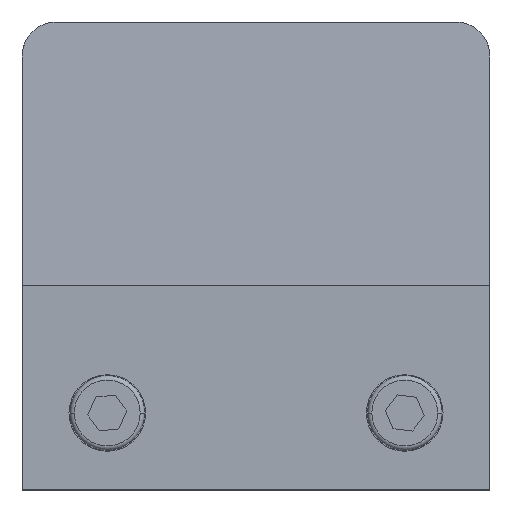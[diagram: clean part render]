
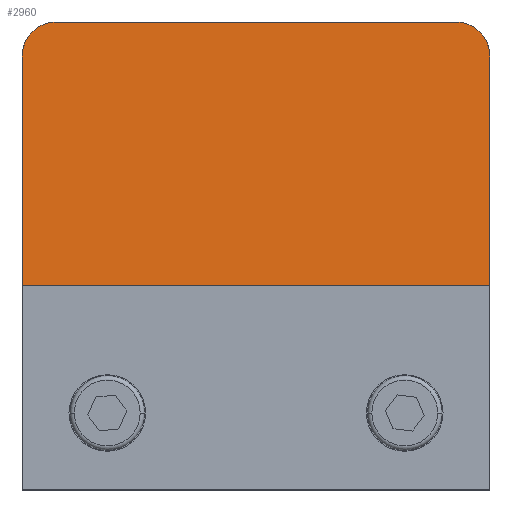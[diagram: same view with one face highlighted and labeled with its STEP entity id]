
A CAD part, top view. The second image highlights one B-rep face of the part: STEP entity #2960.
In plain terms, the highlighted planar face has unit normal (0, 0.064, 0.998).
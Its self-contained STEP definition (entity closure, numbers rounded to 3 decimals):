
#50 = VERTEX_POINT ( 'NONE', #2544 ) ;
#167 = LINE ( 'NONE', #1191, #2518 ) ;
#176 = CARTESIAN_POINT ( 'NONE',  ( 23.5, 37.5, 21.5 ) ) ;
#177 = LINE ( 'NONE', #428, #2146 ) ;
#241 =( BOUNDED_CURVE ( )  B_SPLINE_CURVE ( 3, ( #2472, #1434, #1670, #176 ),
 .UNSPECIFIED., .F., .T. ) 
 B_SPLINE_CURVE_WITH_KNOTS ( ( 4, 4 ),
 ( 4.712, 6.283 ),
 .UNSPECIFIED. ) 
 CURVE ( )  GEOMETRIC_REPRESENTATION_ITEM ( )  RATIONAL_B_SPLINE_CURVE ( ( 1., 0.805, 0.805, 1. ) ) 
 REPRESENTATION_ITEM ( '' )  );
#332 = VECTOR ( 'NONE', #2865, 1000. ) ;
#428 = CARTESIAN_POINT ( 'NONE',  ( 27.5, 37.5, 21.5 ) ) ;
#471 = EDGE_CURVE ( 'NONE', #2309, #922, #241, .T. ) ;
#481 = EDGE_CURVE ( 'NONE', #50, #3086, #663, .T. ) ;
#627 = ORIENTED_EDGE ( 'NONE', *, *, #471, .T. ) ;
#663 = LINE ( 'NONE', #2747, #2184 ) ;
#665 = ORIENTED_EDGE ( 'NONE', *, *, #481, .F. ) ;
#681 = EDGE_CURVE ( 'NONE', #2173, #1241, #2972, .T. ) ;
#706 = DIRECTION ( 'NONE',  ( 0., -0.998, 0.064 ) ) ;
#813 = CARTESIAN_POINT ( 'NONE',  ( 27.5, 37.5, 21.5 ) ) ;
#832 = LINE ( 'NONE', #2176, #332 ) ;
#876 = CARTESIAN_POINT ( 'NONE',  ( -23.5, 37.5, 21.5 ) ) ;
#922 = VERTEX_POINT ( 'NONE', #2130 ) ;
#961 = CARTESIAN_POINT ( 'NONE',  ( 27.5, 33.5, 21.758 ) ) ;
#1150 = CARTESIAN_POINT ( 'NONE',  ( -27.5, 33.5, 21.758 ) ) ;
#1169 = EDGE_LOOP ( 'NONE', ( #2008, #2159, #1887, #665, #2200, #627 ) ) ;
#1191 = CARTESIAN_POINT ( 'NONE',  ( 27.5, 37.5, 21.5 ) ) ;
#1241 = VERTEX_POINT ( 'NONE', #2373 ) ;
#1255 = EDGE_CURVE ( 'NONE', #1241, #3086, #832, .T. ) ;
#1434 = CARTESIAN_POINT ( 'NONE',  ( 27.5, 35.843, 21.607 ) ) ;
#1648 = DIRECTION ( 'NONE',  ( 0., -0.064, -0.998 ) ) ;
#1668 = AXIS2_PLACEMENT_3D ( 'NONE', #813, #1648, #2901 ) ;
#1670 = CARTESIAN_POINT ( 'NONE',  ( 25.843, 37.5, 21.5 ) ) ;
#1737 = DIRECTION ( 'NONE',  ( -1., 0., 0. ) ) ;
#1834 = CARTESIAN_POINT ( 'NONE',  ( -23.5, 37.5, 21.5 ) ) ;
#1863 = EDGE_CURVE ( 'NONE', #2309, #50, #167, .T. ) ;
#1876 = FACE_OUTER_BOUND ( 'NONE', #1169, .T. ) ;
#1887 = ORIENTED_EDGE ( 'NONE', *, *, #1255, .T. ) ;
#1907 = PLANE ( 'NONE',  #1668 ) ;
#2008 = ORIENTED_EDGE ( 'NONE', *, *, #2661, .T. ) ;
#2121 = CARTESIAN_POINT ( 'NONE',  ( -27.5, 35.843, 21.607 ) ) ;
#2130 = CARTESIAN_POINT ( 'NONE',  ( 23.5, 37.5, 21.5 ) ) ;
#2146 = VECTOR ( 'NONE', #1737, 1000. ) ;
#2159 = ORIENTED_EDGE ( 'NONE', *, *, #681, .T. ) ;
#2173 = VERTEX_POINT ( 'NONE', #1834 ) ;
#2176 = CARTESIAN_POINT ( 'NONE',  ( -27.5, 37.5, 21.5 ) ) ;
#2184 = VECTOR ( 'NONE', #2692, 1000. ) ;
#2200 = ORIENTED_EDGE ( 'NONE', *, *, #1863, .F. ) ;
#2242 = CARTESIAN_POINT ( 'NONE',  ( -27.5, 6.5, 23.5 ) ) ;
#2309 = VERTEX_POINT ( 'NONE', #961 ) ;
#2373 = CARTESIAN_POINT ( 'NONE',  ( -27.5, 33.5, 21.758 ) ) ;
#2472 = CARTESIAN_POINT ( 'NONE',  ( 27.5, 33.5, 21.758 ) ) ;
#2518 = VECTOR ( 'NONE', #706, 1000. ) ;
#2544 = CARTESIAN_POINT ( 'NONE',  ( 27.5, 6.5, 23.5 ) ) ;
#2661 = EDGE_CURVE ( 'NONE', #922, #2173, #177, .T. ) ;
#2692 = DIRECTION ( 'NONE',  ( -1., 0., 0. ) ) ;
#2747 = CARTESIAN_POINT ( 'NONE',  ( 27.5, 6.5, 23.5 ) ) ;
#2865 = DIRECTION ( 'NONE',  ( 0., -0.998, 0.064 ) ) ;
#2901 = DIRECTION ( 'NONE',  ( 0., 0.998, -0.064 ) ) ;
#2960 = ADVANCED_FACE ( 'NONE', ( #1876 ), #1907, .F. ) ;
#2972 =( BOUNDED_CURVE ( )  B_SPLINE_CURVE ( 3, ( #876, #3128, #2121, #1150 ),
 .UNSPECIFIED., .F., .T. ) 
 B_SPLINE_CURVE_WITH_KNOTS ( ( 4, 4 ),
 ( 3.142, 4.712 ),
 .UNSPECIFIED. ) 
 CURVE ( )  GEOMETRIC_REPRESENTATION_ITEM ( )  RATIONAL_B_SPLINE_CURVE ( ( 1., 0.805, 0.805, 1. ) ) 
 REPRESENTATION_ITEM ( '' )  );
#3086 = VERTEX_POINT ( 'NONE', #2242 ) ;
#3128 = CARTESIAN_POINT ( 'NONE',  ( -25.843, 37.5, 21.5 ) ) ;
